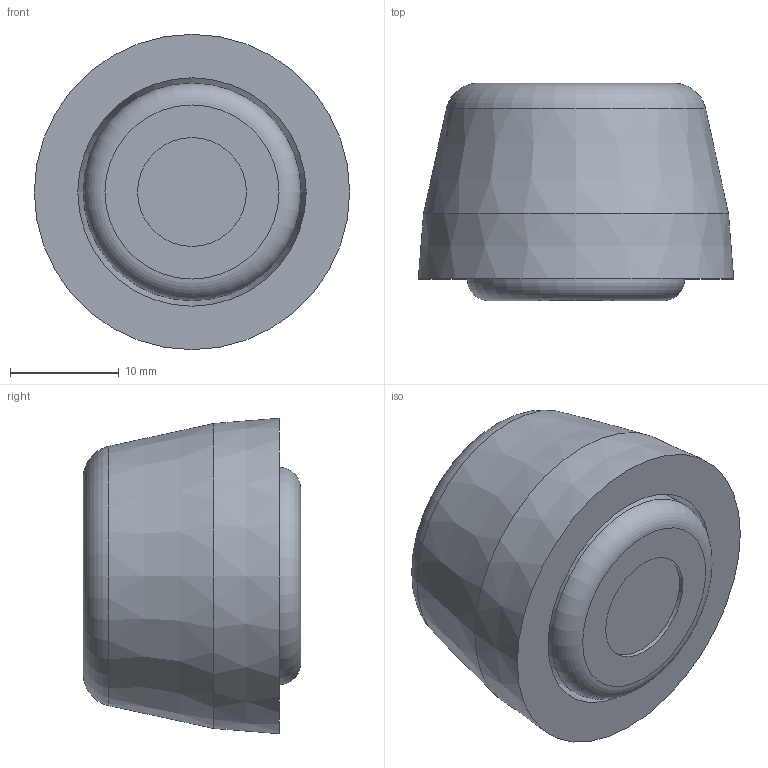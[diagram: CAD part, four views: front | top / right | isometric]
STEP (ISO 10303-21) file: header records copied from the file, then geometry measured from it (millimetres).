
FILE_DESCRIPTION(/* description */ ('STEP AP214'),/* implementation_level */ '2;1');
FILE_NAME(/* name */ '098D030ZSG',/* time_stamp */ '2022-07-14T16:36:26+02:00',/* author */ ('License CC BY-ND 4.0'),/* organization */ ('CADENAS'),/* preprocessor_version */ 'ST-DEVELOPER v18.102',/* originating_system */ 'PARTsolutions',/* authorisation */ ' ');
FILE_SCHEMA (('AUTOMOTIVE_DESIGN {1 0 10303 214 3 1 1}'));
Length unit declared in the file: millimetre
Products named in the file (1): 098D030ZSG
Bounding box: 29 x 20 x 29 mm (x, y, z)
Volume: 8061.9 mm3; surface area: 4589.6 mm2
Topology: 1 solids, 1 shells, 21 faces, 37 edges, 22 vertices
Faces by surface type: cone 6, plane 6, cylinder 5, torus 3, sphere 1
Full cylindrical faces by diameter (mm): 8 x1, 8.5 x1, 10 x1, 20 x1, 21 x1
Entity records: 585 total; most frequent: DIRECTION 84, CARTESIAN_POINT 62, AXIS2_PLACEMENT_3D 42, ORIENTED_EDGE 40, EDGE_LOOP 40, FACE_BOUND 40, STYLED_ITEM 21, PRESENTATION_STYLE_ASSIGNMENT 21
